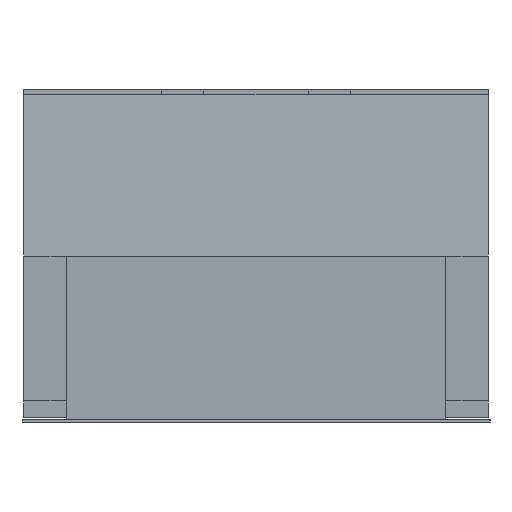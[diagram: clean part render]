
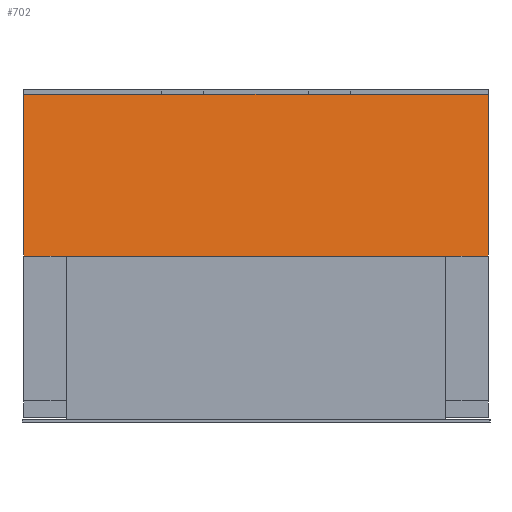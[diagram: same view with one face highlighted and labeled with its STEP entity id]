
A CAD part, left-side view. The second image highlights one B-rep face of the part: STEP entity #702.
In plain terms, the highlighted planar face has unit normal (-0.992, 0, 0.126).
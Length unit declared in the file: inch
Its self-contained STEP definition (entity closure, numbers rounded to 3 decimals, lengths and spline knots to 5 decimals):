
#22 = VERTEX_POINT ( 'NONE', #985 ) ;
#38 = DIRECTION ( 'NONE',  ( 0., -1., 0. ) ) ;
#73 = DIRECTION ( 'NONE',  ( 0.126, 0., 0.992 ) ) ;
#104 = DIRECTION ( 'NONE',  ( 0., 1., 0. ) ) ;
#118 = VERTEX_POINT ( 'NONE', #1268 ) ;
#193 = CARTESIAN_POINT ( 'NONE',  ( -0.0639, -0.05512, 0.04237 ) ) ;
#198 = ORIENTED_EDGE ( 'NONE', *, *, #1037, .T. ) ;
#251 = LINE ( 'NONE', #355, #345 ) ;
#293 = EDGE_CURVE ( 'NONE', #948, #118, #671, .T. ) ;
#321 = VECTOR ( 'NONE', #73, 39.37008 ) ;
#323 = VECTOR ( 'NONE', #1550, 39.37008 ) ;
#338 = VERTEX_POINT ( 'NONE', #692 ) ;
#345 = VECTOR ( 'NONE', #1453, 39.37008 ) ;
#355 = CARTESIAN_POINT ( 'NONE',  ( -0.05902, -0.05512, 0.08074 ) ) ;
#356 = CARTESIAN_POINT ( 'NONE',  ( -0.0639, 0.05512, 0.04237 ) ) ;
#358 = ORIENTED_EDGE ( 'NONE', *, *, #1505, .F. ) ;
#582 = ORIENTED_EDGE ( 'NONE', *, *, #879, .F. ) ;
#632 = VECTOR ( 'NONE', #1312, 39.37008 ) ;
#671 = LINE ( 'NONE', #816, #321 ) ;
#692 = CARTESIAN_POINT ( 'NONE',  ( -0.05902, 0.05512, 0.08074 ) ) ;
#697 = EDGE_CURVE ( 'NONE', #22, #338, #964, .T. ) ;
#702 = ADVANCED_FACE ( 'NONE', ( #1594 ), #1472, .F. ) ;
#709 = LINE ( 'NONE', #824, #1095 ) ;
#716 = LINE ( 'NONE', #945, #632 ) ;
#773 = EDGE_LOOP ( 'NONE', ( #198, #1568, #358, #1071, #582, #900 ) ) ;
#816 = CARTESIAN_POINT ( 'NONE',  ( -0.0639, -0.05512, 0.04237 ) ) ;
#824 = CARTESIAN_POINT ( 'NONE',  ( -0.0639, 0.045, 0.04237 ) ) ;
#841 = DIRECTION ( 'NONE',  ( 0.126, 0., 0.992 ) ) ;
#879 = EDGE_CURVE ( 'NONE', #948, #887, #1412, .T. ) ;
#887 = VERTEX_POINT ( 'NONE', #1544 ) ;
#900 = ORIENTED_EDGE ( 'NONE', *, *, #293, .T. ) ;
#909 = VECTOR ( 'NONE', #841, 39.37008 ) ;
#914 = CARTESIAN_POINT ( 'NONE',  ( -0.0639, -0.05512, 0.04237 ) ) ;
#945 = CARTESIAN_POINT ( 'NONE',  ( -0.0639, -0.045, 0.04237 ) ) ;
#948 = VERTEX_POINT ( 'NONE', #193 ) ;
#964 = LINE ( 'NONE', #356, #909 ) ;
#985 = CARTESIAN_POINT ( 'NONE',  ( -0.0639, 0.05512, 0.04237 ) ) ;
#1037 = EDGE_CURVE ( 'NONE', #118, #338, #251, .T. ) ;
#1071 = ORIENTED_EDGE ( 'NONE', *, *, #1458, .F. ) ;
#1095 = VECTOR ( 'NONE', #104, 39.37008 ) ;
#1121 = DIRECTION ( 'NONE',  ( 0.992, 0., -0.126 ) ) ;
#1268 = CARTESIAN_POINT ( 'NONE',  ( -0.05902, -0.05512, 0.08074 ) ) ;
#1312 = DIRECTION ( 'NONE',  ( 0., 1., 0. ) ) ;
#1335 = CARTESIAN_POINT ( 'NONE',  ( -0.0639, -0.05512, 0.04237 ) ) ;
#1412 = LINE ( 'NONE', #914, #323 ) ;
#1453 = DIRECTION ( 'NONE',  ( 0., 1., 0. ) ) ;
#1458 = EDGE_CURVE ( 'NONE', #887, #1559, #716, .T. ) ;
#1472 = PLANE ( 'NONE',  #1558 ) ;
#1476 = CARTESIAN_POINT ( 'NONE',  ( -0.0639, 0.045, 0.04237 ) ) ;
#1505 = EDGE_CURVE ( 'NONE', #1559, #22, #709, .T. ) ;
#1544 = CARTESIAN_POINT ( 'NONE',  ( -0.0639, -0.045, 0.04237 ) ) ;
#1550 = DIRECTION ( 'NONE',  ( 0., 1., 0. ) ) ;
#1558 = AXIS2_PLACEMENT_3D ( 'NONE', #1335, #1121, #38 ) ;
#1559 = VERTEX_POINT ( 'NONE', #1476 ) ;
#1568 = ORIENTED_EDGE ( 'NONE', *, *, #697, .F. ) ;
#1594 = FACE_OUTER_BOUND ( 'NONE', #773, .T. ) ;
